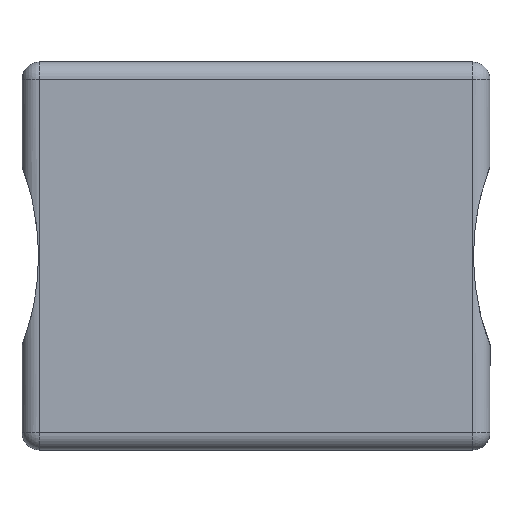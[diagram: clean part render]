
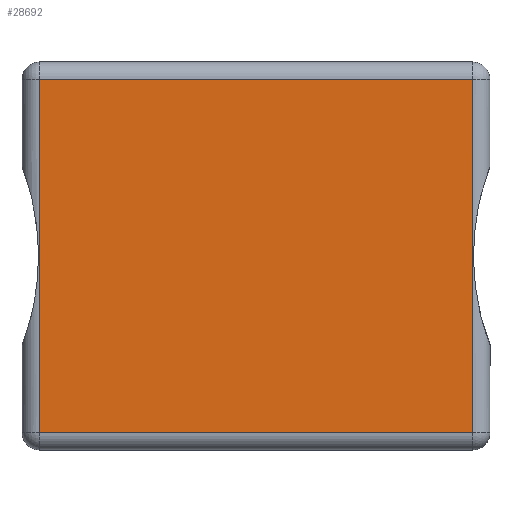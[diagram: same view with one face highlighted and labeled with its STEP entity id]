
A CAD part, left-side view. The second image highlights one B-rep face of the part: STEP entity #28692.
In plain terms, the highlighted planar face has unit normal (-1, 0, 0).
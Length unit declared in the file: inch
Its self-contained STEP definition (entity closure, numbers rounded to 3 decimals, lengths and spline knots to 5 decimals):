
#1120 = AXIS2_PLACEMENT_3D ( 'NONE', #34090, #53672, #24425 ) ;
#1242 = VERTEX_POINT ( 'NONE', #48804 ) ;
#1294 = VECTOR ( 'NONE', #37227, 39.37008 ) ;
#2766 = LINE ( 'NONE', #48218, #53208 ) ;
#3334 = VECTOR ( 'NONE', #59340, 39.37008 ) ;
#3450 = CARTESIAN_POINT ( 'NONE',  ( -0.46063, -0.37354, -0.17276 ) ) ;
#7708 = LINE ( 'NONE', #3450, #19204 ) ;
#9458 = LINE ( 'NONE', #34874, #3334 ) ;
#16097 = FACE_OUTER_BOUND ( 'NONE', #18903, .T. ) ;
#17482 = CARTESIAN_POINT ( 'NONE',  ( -0.46063, -0.37354, -0.02123 ) ) ;
#18209 = CARTESIAN_POINT ( 'NONE',  ( -0.46063, -0.37354, -0.17276 ) ) ;
#18903 = EDGE_LOOP ( 'NONE', ( #60854, #45098, #49559, #33273 ) ) ;
#19204 = VECTOR ( 'NONE', #47455, 39.37008 ) ;
#19462 = VERTEX_POINT ( 'NONE', #27611 ) ;
#19501 = PLANE ( 'NONE',  #1120 ) ;
#19522 = EDGE_CURVE ( 'NONE', #1242, #34873, #7708, .T. ) ;
#24425 = DIRECTION ( 'NONE',  ( 0., 0., 1. ) ) ;
#26845 = VERTEX_POINT ( 'NONE', #49639 ) ;
#27611 = CARTESIAN_POINT ( 'NONE',  ( -0.46063, -0.37354, 0.43654 ) ) ;
#28692 = ADVANCED_FACE ( 'NONE', ( #16097 ), #19501, .T. ) ;
#29027 = DIRECTION ( 'NONE',  ( 0., 0., -1. ) ) ;
#33273 = ORIENTED_EDGE ( 'NONE', *, *, #19522, .T. ) ;
#34090 = CARTESIAN_POINT ( 'NONE',  ( -0.46063, 0., 0. ) ) ;
#34873 = VERTEX_POINT ( 'NONE', #18209 ) ;
#34874 = CARTESIAN_POINT ( 'NONE',  ( -0.46063, 0., 0.43654 ) ) ;
#35016 = EDGE_CURVE ( 'NONE', #34873, #19462, #53289, .T. ) ;
#37227 = DIRECTION ( 'NONE',  ( 0., 0., 1. ) ) ;
#45098 = ORIENTED_EDGE ( 'NONE', *, *, #58437, .T. ) ;
#47455 = DIRECTION ( 'NONE',  ( 0., -1., 0. ) ) ;
#48218 = CARTESIAN_POINT ( 'NONE',  ( -0.46063, 0.37354, -0.20276 ) ) ;
#48804 = CARTESIAN_POINT ( 'NONE',  ( -0.46063, 0.37354, -0.17276 ) ) ;
#49559 = ORIENTED_EDGE ( 'NONE', *, *, #53773, .T. ) ;
#49639 = CARTESIAN_POINT ( 'NONE',  ( -0.46063, 0.37354, 0.43654 ) ) ;
#53208 = VECTOR ( 'NONE', #29027, 39.37008 ) ;
#53289 = LINE ( 'NONE', #17482, #1294 ) ;
#53672 = DIRECTION ( 'NONE',  ( -1., 0., 0. ) ) ;
#53773 = EDGE_CURVE ( 'NONE', #26845, #1242, #2766, .T. ) ;
#58437 = EDGE_CURVE ( 'NONE', #19462, #26845, #9458, .T. ) ;
#59340 = DIRECTION ( 'NONE',  ( 0., 1., 0. ) ) ;
#60854 = ORIENTED_EDGE ( 'NONE', *, *, #35016, .T. ) ;
